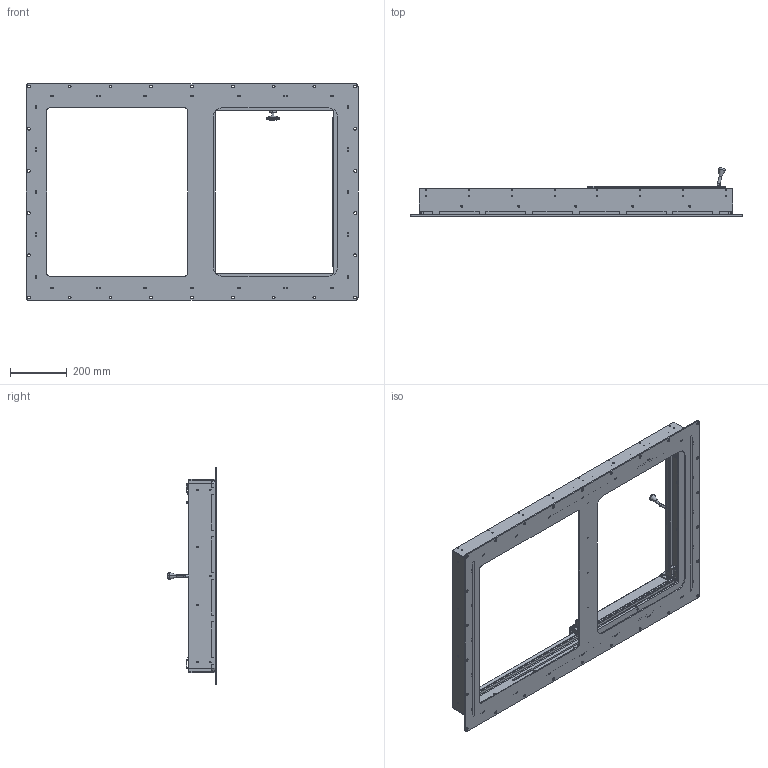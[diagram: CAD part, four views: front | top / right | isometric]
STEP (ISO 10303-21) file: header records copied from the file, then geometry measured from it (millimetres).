
FILE_DESCRIPTION (( 'STEP AP203' ), '1' );
FILE_NAME ('Ðàìà ÑÁ Í-111.STEP', '2022-01-17T13:16:49', ( '' ), ( '' ), 'SwSTEP 2.0', 'SolidWorks 2022', '' );
FILE_SCHEMA (( 'CONFIG_CONTROL_DESIGN' ));
Length unit declared in the file: millimetre
Products named in the file (42): áîêîâîé âêëàäûø Í-111; Òåëî ôèêñàòîðà ñ ïëàñòèíîé ÑÁ Í-111; áîêîâîé âêëàäûø ïî äëèíå  Í-111; Áîêîâàÿ îïîðà ôîðòî÷êè ÑÁ Í-111.SLDPRT_¡¥§ ä¨ªá â®à ; êîðîòêèé áîê ðàìû Í-111_á ¢ëà¥§®¬; îïîðà ïåðåäâèãàòåëÿ ôîðòî÷óè Í-111; ïëàñòèíà ôèêñàòîðà Í-111; ����� ����� �-111_�� 㬮�砭��<��� ��ࠡ�⠭��>; Áîêîâàÿ ïàíåë ñ ïëàñòèêîì ÑÁ Í-111.SLDPRT_á ¢ëà¥§®¬; áîêîâîé âêëàäûø ïî äëèíå  Í-111_§¥àª «ì­®; áîêîâàÿ îïîðà ôîðòî÷êè Í-111; ìàëàÿ ðàìêà Í-111; Ïåòëÿ ñ îñüþ ÑÁ Í-111.SLDPRT; Ðàìà ÑÁ Í-111; áîêîâàÿ îïîðà ôîðòî÷êè Í-111_¡¥§ ä¨ªá â®à ; Áîêîâàÿ ïàíåë ïî äëèíå ñ ïëàñòèêîì ÑÁ Í-111.SLDPRT_§¥àª «®; Áîêîâàÿ ïàíåë ñ ïëàñòèêîì ÑÁ Í-111.SLDPRT; îñíîâà ðàìû Í-111; ïðîñòàâêà ïî öåíòðó Í-111; ïðèæèìíàÿ íàïðàâëÿþùàÿ  Í-111_§¥àª «ì­®¥; îñü ïåòëè Í-111; Ìàëàÿ ðàìêà ñ ïåòëÿììè ÑÁ Í-111.SLDPRT; Í-111 ðåçèíîâûé îãðàíè÷èòåëü; ïðîñòàâêà ïî öåíòðó Í-111_¡¥§ ä áª¨; ïåòëÿ îáðàòíàÿ Í-111; ïåòëÿ Í-111; òåëî ôèêñàòîðà Í-111; øòèôò Í-111; Áîêîâàÿ îïîðà ôîðòî÷êè ÑÁ Í-111.SLDPRT; ñàëàñêà Í-111; êîðîòêèé áîê ðàìû Í-111; Áîêîâàÿ ïàíåë ïî äëèíå ñ ïëàñòèêîì ÑÁ Í-111.SLDPRT; ïðèæèìíàÿ íàïðàâëÿþùàÿ  Í-111; ëèíåéíûé ïîäøèïíèê Í-111; Ðó÷êà ñ áàëêîé ÑÁ Í-111.SLDPRT; ðó÷êà Í-111; îïîðà ôèêñàòîðà; äëèííûé áîê ðàìû Í-111; ðó÷êà ôèêñàòîðà Í-111
Assembly tree (61 placements, depth 4):
  Ðàìà ÑÁ Í-111
    îñíîâà ðàìû Í-111
    ïðîñòàâêà ïî öåíòðó Í-111_¡¥§ ä áª¨
    ïðîñòàâêà ïî öåíòðó Í-111
    Áîêîâàÿ ïàíåë ñ ïëàñòèêîì ÑÁ Í-111.SLDPRT_á ¢ëà¥§®¬
      êîðîòêèé áîê ðàìû Í-111_á ¢ëà¥§®¬
      áîêîâîé âêëàäûø Í-111
    Áîêîâàÿ ïàíåë ñ ïëàñòèêîì ÑÁ Í-111.SLDPRT
      êîðîòêèé áîê ðàìû Í-111
      áîêîâîé âêëàäûø Í-111
    Áîêîâàÿ ïàíåë ïî äëèíå ñ ïëàñòèêîì ÑÁ Í-111.SLDPRT_§¥àª «®
      äëèííûé áîê ðàìû Í-111
      áîêîâîé âêëàäûø ïî äëèíå  Í-111_§¥àª «ì­®
      ïðèæèìíàÿ íàïðàâëÿþùàÿ  Í-111_§¥àª «ì­®¥
    Áîêîâàÿ ïàíåë ïî äëèíå ñ ïëàñòèêîì ÑÁ Í-111.SLDPRT
      äëèííûé áîê ðàìû Í-111
      áîêîâîé âêëàäûø ïî äëèíå  Í-111
      ïðèæèìíàÿ íàïðàâëÿþùàÿ  Í-111
    ñàëàñêà Í-111  x2
    Áîêîâàÿ îïîðà ôîðòî÷êè ÑÁ Í-111.SLDPRT_¡¥§ ä¨ªá â®à 
      áîêîâàÿ îïîðà ôîðòî÷êè Í-111_¡¥§ ä¨ªá â®à 
      îïîðà ïåðåäâèãàòåëÿ ôîðòî÷óè Í-111  x2
      ëèíåéíûé ïîäøèïíèê Í-111  x2
    Áîêîâàÿ îïîðà ôîðòî÷êè ÑÁ Í-111.SLDPRT
      áîêîâàÿ îïîðà ôîðòî÷êè Í-111
      îïîðà ïåðåäâèãàòåëÿ ôîðòî÷óè Í-111  x2
      îïîðà ôèêñàòîðà
      Òåëî ôèêñàòîðà ñ ïëàñòèíîé ÑÁ Í-111
        òåëî ôèêñàòîðà Í-111
        ïëàñòèíà ôèêñàòîðà Í-111
      ëèíåéíûé ïîäøèïíèê Í-111  x2
      ðó÷êà ôèêñàòîðà Í-111
    Ìàëàÿ ðàìêà ñ ïåòëÿììè ÑÁ Í-111.SLDPRT
      ìàëàÿ ðàìêà Í-111
      øòèôò Í-111  x2
      Ïåòëÿ ñ îñüþ ÑÁ Í-111.SLDPRT
        ïåòëÿ Í-111
        îñü ïåòëè Í-111
        ïåòëÿ îáðàòíàÿ Í-111
      Ïåòëÿ ñ îñüþ ÑÁ Í-111.SLDPRT
        ïåòëÿ Í-111
        îñü ïåòëè Í-111
        ïåòëÿ îáðàòíàÿ Í-111
      Ïåòëÿ ñ îñüþ ÑÁ Í-111.SLDPRT
        ïåòëÿ Í-111
        îñü ïåòëè Í-111
        ïåòëÿ îáðàòíàÿ Í-111
      Ïåòëÿ ñ îñüþ ÑÁ Í-111.SLDPRT
        ïåòëÿ Í-111
        îñü ïåòëè Í-111
        ïåòëÿ îáðàòíàÿ Í-111
      Ðó÷êà ñ áàëêîé ÑÁ Í-111.SLDPRT
        ����� ����� �-111_�� 㬮�砭��<��� ��ࠡ�⠭��>
        ðó÷êà Í-111
    Í-111 ðåçèíîâûé îãðàíè÷èòåëü  x2
Bounding box: 1165 x 170.47 x 760 mm (x, y, z)
Volume: 7280357.8 mm3; surface area: 2845976.1 mm2
Topology: 49 solids, 49 shells, 1695 faces, 4436 edges, 2888 vertices
Faces by surface type: plane 788, cylinder 753, cone 144, torus 10
Entity records: 39946 total; most frequent: DIRECTION 6194, CARTESIAN_POINT 6154, ORIENTED_EDGE 5764, EDGE_CURVE 2882, AXIS2_PLACEMENT_3D 2164, VERTEX_POINT 1872, LINE 1866, VECTOR 1866
